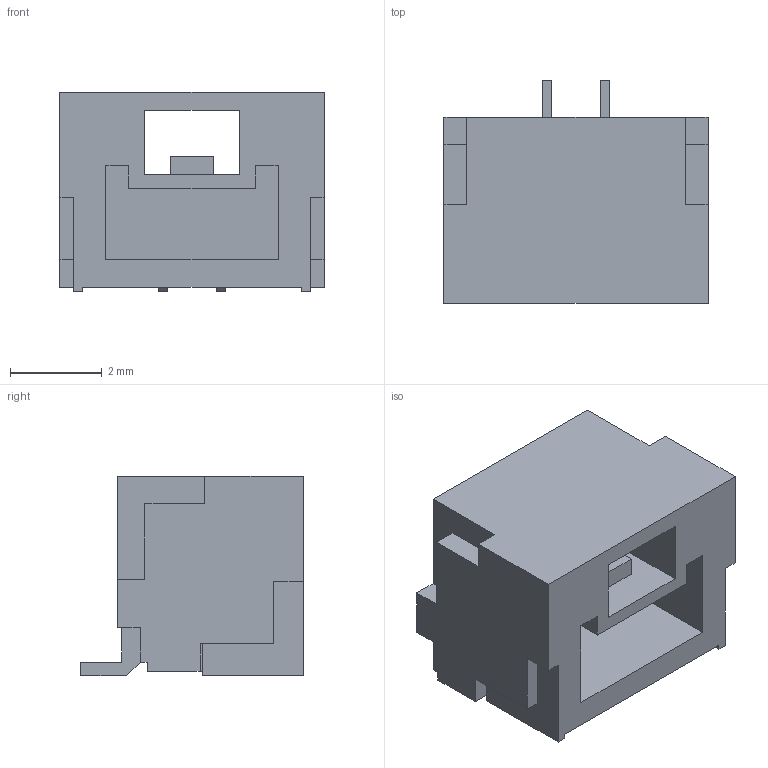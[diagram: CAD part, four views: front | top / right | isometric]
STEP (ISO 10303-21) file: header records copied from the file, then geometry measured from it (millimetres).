
FILE_DESCRIPTION(('FreeCAD Model'),'2;1');
FILE_NAME('JST_GH_SM02B-GHS-TB_02x1.25mm_Angled.STEP','2016-03-29T10:33:35',( 'Author'),(''),'Open CASCADE STEP processor 6.8','FreeCAD','Unknown' );
FILE_SCHEMA(('AUTOMOTIVE_DESIGN_CC2 { 1 2 10303 214 -1 1 5 4 }'));
Length unit declared in the file: millimetre
Products named in the file (1): SM02B-GHS
Bounding box: 5.75 x 4.85 x 4.35 mm (x, y, z)
Volume: 65.3 mm3; surface area: 190.3 mm2
Topology: 1 solids, 1 shells, 72 faces, 198 edges, 130 vertices
Faces by surface type: plane 72
Entity records: 5329 total; most frequent: CARTESIAN_POINT 797, DIRECTION 740, LINE 594, VECTOR 594, ORIENTED_EDGE 396, PCURVE 396, DEFINITIONAL_REPRESENTATION 396, EDGE_CURVE 198
